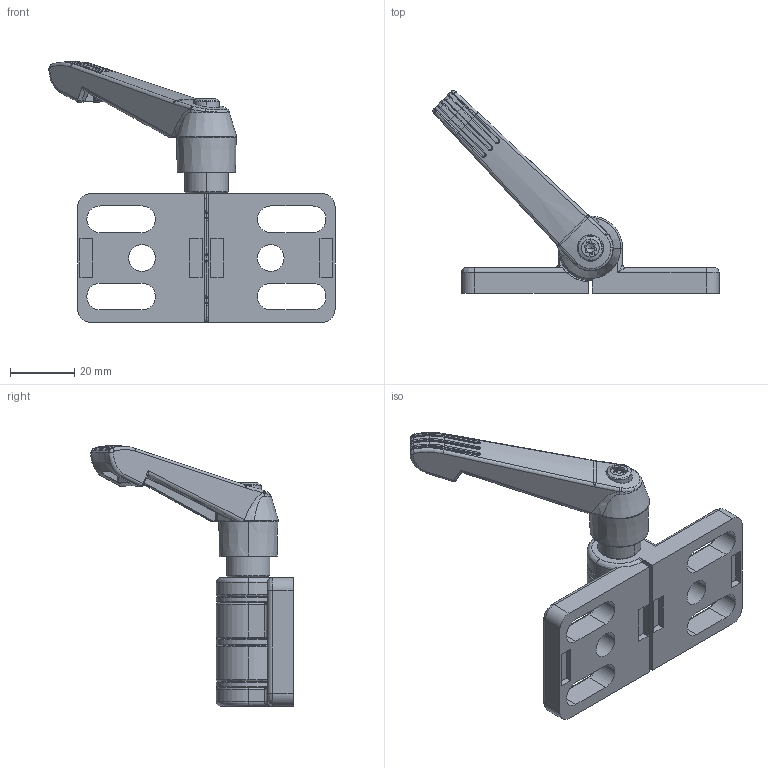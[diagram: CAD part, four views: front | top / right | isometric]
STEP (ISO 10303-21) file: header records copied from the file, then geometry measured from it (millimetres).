
FILE_DESCRIPTION(('FreeCAD Model'),'2;1');
FILE_NAME('Open CASCADE Shape Model','2024-04-03T11:03:00',(''),(''), 'Open CASCADE STEP processor 7.6','FreeCAD','Unknown');
FILE_SCHEMA(('AUTOMOTIVE_DESIGN { 1 0 10303 214 1 1 1 1 }'));
Length unit declared in the file: millimetre
Products named in the file (8): STI8-CHBZN; SOLID; SOLID001; SOLID002; SOLID003; SOLID004; SOLID005; SOLID006
Assembly tree (7 placements, depth 2):
  STI8-CHBZN
    SOLID
    SOLID001
    SOLID002
    SOLID003
    SOLID004
    SOLID005
    SOLID006
Bounding box: 88.93 x 62.93 x 80.99 mm (x, y, z)
Volume: 35615.4 mm3; surface area: 22585.3 mm2
Topology: 7 solids, 7 shells, 521 faces, 1327 edges, 805 vertices
Faces by surface type: bspline 205, cylinder 160, plane 120, cone 36
Entity records: 64575 total; most frequent: CARTESIAN_POINT 41697, DIRECTION 3309, ORIENTED_EDGE 2600, PCURVE 2600, DEFINITIONAL_REPRESENTATION 2600, LINE 1681, VECTOR 1681, B_SPLINE_CURVE_WITH_KNOTS 1492
